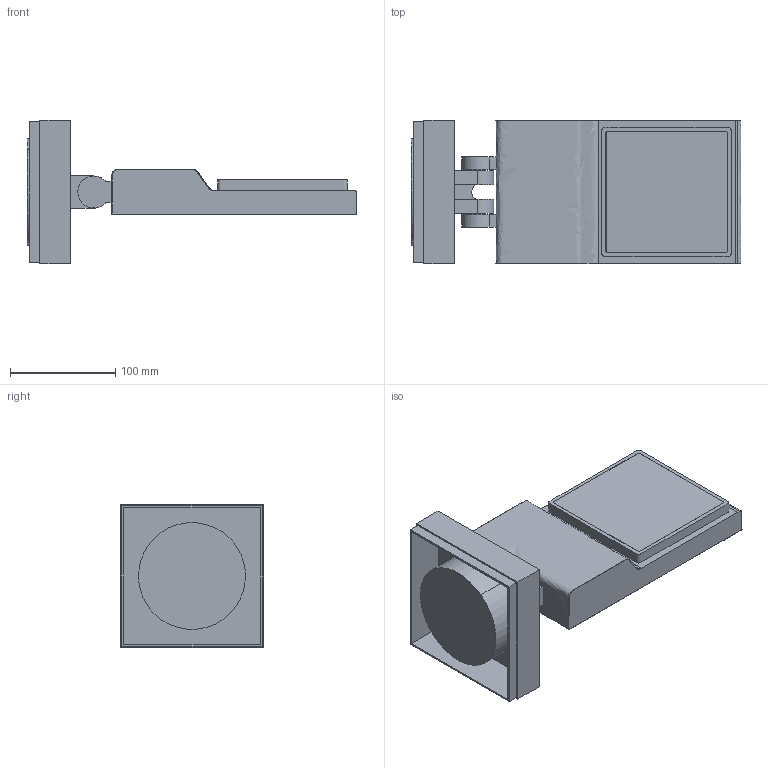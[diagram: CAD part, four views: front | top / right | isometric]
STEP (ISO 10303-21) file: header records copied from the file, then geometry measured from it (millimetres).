
FILE_DESCRIPTION(/* description */ (''),/* implementation_level */ '2;1');
FILE_NAME(/* name */ 'Cefiso_14_3D',/* time_stamp */ '2012-01-31T10:58:19+01:00',/* author */ (''),/* organization */ (''),/* preprocessor_version */ 'ST-DEVELOPER v10',/* originating_system */ '',/* authorisation */ '');
FILE_SCHEMA (('CONFIG_CONTROL_DESIGN'));
Length unit declared in the file: millimetre
Products named in the file (1): 1
Bounding box: 313 x 135.99 x 135.99 mm (x, y, z)
Volume: 524357.8 mm3; surface area: 289276.5 mm2
Topology: 5 solids, 8 shells, 75 faces, 183 edges, 118 vertices
Faces by surface type: plane 55, bspline 20
Entity records: 2704 total; most frequent: CARTESIAN_POINT 1392, ORIENTED_EDGE 340, EDGE_CURVE 183, B_SPLINE_CURVE_WITH_KNOTS 146, VERTEX_POINT 118, EDGE_LOOP 82, ADVANCED_FACE 75, FACE_OUTER_BOUND 75
